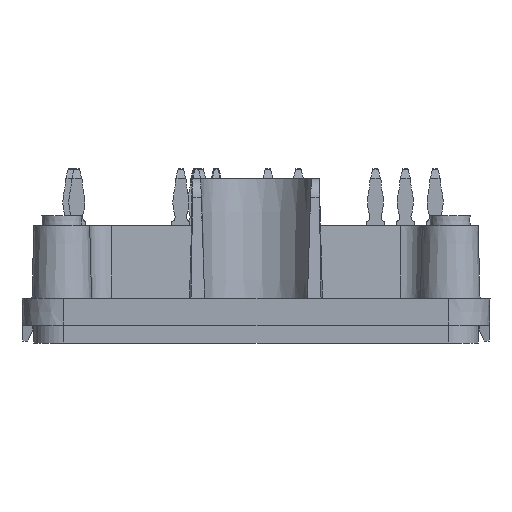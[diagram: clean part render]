
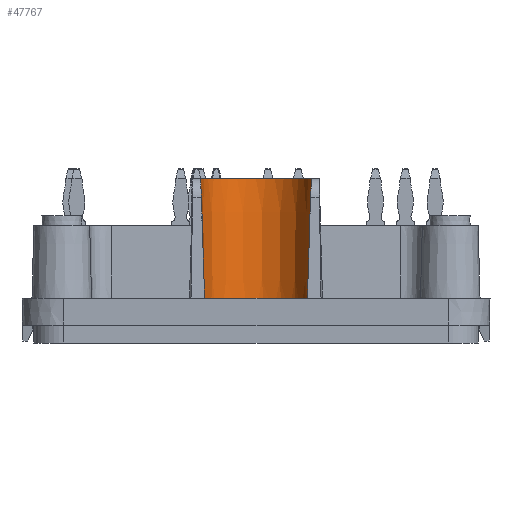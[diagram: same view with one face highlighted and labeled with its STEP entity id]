
A CAD part, left-side view. The second image highlights one B-rep face of the part: STEP entity #47767.
In plain terms, the highlighted conical face has half-angle 1 degrees and reference radius 5.538 mm.
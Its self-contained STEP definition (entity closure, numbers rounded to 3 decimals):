
#146=CONICAL_SURFACE('',#50023,5.538,0.017);
#424=B_SPLINE_CURVE_WITH_KNOTS('',3,(#66190,#66191,#66192,#66193,#66194),
 .UNSPECIFIED.,.F.,.F.,(4,1,4),(0.,0.002,
0.003),.UNSPECIFIED.);
#425=B_SPLINE_CURVE_WITH_KNOTS('',3,(#66198,#66199,#66200,#66201,#66202),
 .UNSPECIFIED.,.F.,.F.,(4,1,4),(0.,0.002,0.003),
 .UNSPECIFIED.);
#490=ELLIPSE('',#50024,126.261,6.231);
#491=ELLIPSE('',#50026,126.261,6.231);
#991=CIRCLE('',#49997,5.349);
#1002=CIRCLE('',#50025,5.585);
#1003=CIRCLE('',#50027,5.375);
#4489=ORIENTED_EDGE('',*,*,#14044,.F.);
#4490=ORIENTED_EDGE('',*,*,#14079,.T.);
#4491=ORIENTED_EDGE('',*,*,#14080,.T.);
#4492=ORIENTED_EDGE('',*,*,#14081,.T.);
#4493=ORIENTED_EDGE('',*,*,#14082,.T.);
#4494=ORIENTED_EDGE('',*,*,#14083,.T.);
#4495=ORIENTED_EDGE('',*,*,#14084,.T.);
#14044=EDGE_CURVE('',#18983,#18983,#991,.T.);
#14079=EDGE_CURVE('',#19010,#19011,#490,.F.);
#14080=EDGE_CURVE('',#19011,#19012,#424,.T.);
#14081=EDGE_CURVE('',#19012,#19013,#1002,.F.);
#14082=EDGE_CURVE('',#19013,#19014,#425,.T.);
#14083=EDGE_CURVE('',#19014,#19015,#491,.F.);
#14084=EDGE_CURVE('',#19015,#19010,#1003,.T.);
#18983=VERTEX_POINT('',#66104);
#19010=VERTEX_POINT('',#66188);
#19011=VERTEX_POINT('',#66189);
#19012=VERTEX_POINT('',#66195);
#19013=VERTEX_POINT('',#66197);
#19014=VERTEX_POINT('',#66203);
#19015=VERTEX_POINT('',#66205);
#29143=EDGE_LOOP('',(#4489));
#29144=EDGE_LOOP('',(#4490,#4491,#4492,#4493,#4494,#4495));
#31211=FACE_BOUND('',#29143,.T.);
#31212=FACE_BOUND('',#29144,.T.);
#47767=ADVANCED_FACE('',(#31211,#31212),#146,.F.);
#49997=AXIS2_PLACEMENT_3D('',#66103,#54486,#54487);
#50023=AXIS2_PLACEMENT_3D('',#66186,#54558,#54559);
#50024=AXIS2_PLACEMENT_3D('',#66187,#54560,#54561);
#50025=AXIS2_PLACEMENT_3D('',#66196,#54562,#54563);
#50026=AXIS2_PLACEMENT_3D('',#66204,#54564,#54565);
#50027=AXIS2_PLACEMENT_3D('',#66206,#54566,#54567);
#54486=DIRECTION('',(0.,0.,1.));
#54487=DIRECTION('',(1.,0.,0.));
#54558=DIRECTION('',(0.,0.,1.));
#54559=DIRECTION('',(-1.,0.,0.));
#54560=DIRECTION('',(0.999,0.,-0.052));
#54561=DIRECTION('',(0.052,0.,0.999));
#54562=DIRECTION('',(0.,0.,-1.));
#54563=DIRECTION('',(1.,0.,0.));
#54564=DIRECTION('',(0.999,0.,-0.052));
#54565=DIRECTION('',(0.052,0.,0.999));
#54566=DIRECTION('',(0.,0.,1.));
#54567=DIRECTION('',(-1.,0.,0.));
#66103=CARTESIAN_POINT('',(-46.5,0.,-0.3));
#66104=CARTESIAN_POINT('',(-41.151,0.,-0.3));
#66186=CARTESIAN_POINT('',(-46.5,0.,10.497));
#66187=CARTESIAN_POINT('',(-44.299,0.,71.817));
#66188=CARTESIAN_POINT('',(-48.,-5.162,1.2));
#66189=CARTESIAN_POINT('',(-47.47,-5.466,11.305));
#66190=CARTESIAN_POINT('',(-47.47,-5.466,11.305));
#66191=CARTESIAN_POINT('',(-47.444,-5.48,11.816));
#66192=CARTESIAN_POINT('',(-46.988,-5.597,12.795));
#66193=CARTESIAN_POINT('',(-45.977,-5.584,13.2));
#66194=CARTESIAN_POINT('',(-45.473,-5.49,13.2));
#66195=CARTESIAN_POINT('',(-45.473,-5.49,13.2));
#66196=CARTESIAN_POINT('',(-46.5,0.,13.2));
#66197=CARTESIAN_POINT('',(-45.473,5.49,13.2));
#66198=CARTESIAN_POINT('',(-45.473,5.49,13.2));
#66199=CARTESIAN_POINT('',(-45.977,5.584,13.2));
#66200=CARTESIAN_POINT('',(-46.987,5.597,12.796));
#66201=CARTESIAN_POINT('',(-47.444,5.48,11.816));
#66202=CARTESIAN_POINT('',(-47.47,5.466,11.305));
#66203=CARTESIAN_POINT('',(-47.47,5.466,11.305));
#66204=CARTESIAN_POINT('',(-44.299,0.,71.817));
#66205=CARTESIAN_POINT('',(-48.,5.162,1.2));
#66206=CARTESIAN_POINT('',(-46.5,0.,1.2));
